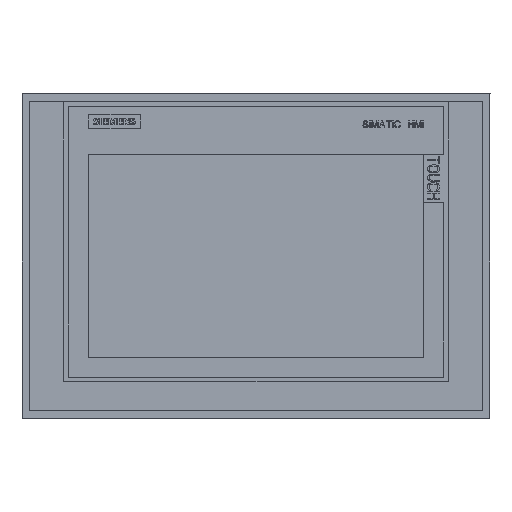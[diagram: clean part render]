
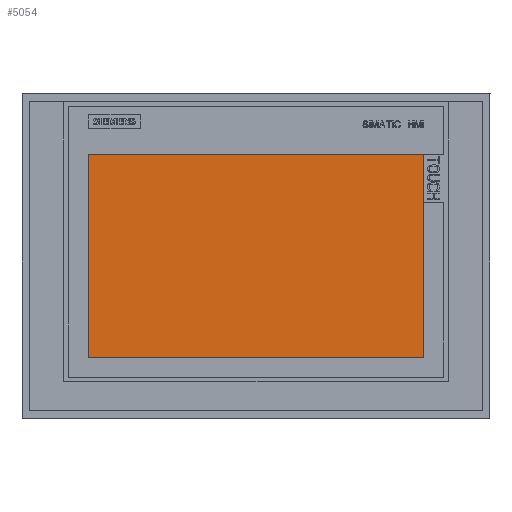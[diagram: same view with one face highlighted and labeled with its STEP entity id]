
A CAD part, top view. The second image highlights one B-rep face of the part: STEP entity #5054.
In plain terms, the highlighted face is planar.
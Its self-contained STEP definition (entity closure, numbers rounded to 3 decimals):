
#5054=ADVANCED_FACE('',(#10153),#7822,.T.);
#7822=PLANE('',#51615);
#10153=FACE_OUTER_BOUND('',#12736,.T.);
#12736=EDGE_LOOP('',(#16324,#16325,#16326,#16327));
#16324=ORIENTED_EDGE('',*,*,#33702,.T.);
#16325=ORIENTED_EDGE('',*,*,#33704,.T.);
#16326=ORIENTED_EDGE('',*,*,#33697,.T.);
#16327=ORIENTED_EDGE('',*,*,#33705,.T.);
#29141=VERTEX_POINT('',#66958);
#29142=VERTEX_POINT('',#66960);
#29143=VERTEX_POINT('',#66969);
#29144=VERTEX_POINT('',#66971);
#33697=EDGE_CURVE('',#29142,#29141,#40252,.T.);
#33702=EDGE_CURVE('',#29144,#29143,#40257,.T.);
#33704=EDGE_CURVE('',#29143,#29142,#40259,.T.);
#33705=EDGE_CURVE('',#29141,#29144,#40260,.T.);
#40252=LINE('',#66959,#45824);
#40257=LINE('',#66970,#45829);
#40259=LINE('',#66974,#45831);
#40260=LINE('',#66976,#45832);
#45824=VECTOR('',#55000,1.);
#45829=VECTOR('',#55013,1.);
#45831=VECTOR('',#55017,1.);
#45832=VECTOR('',#55020,1.);
#51615=AXIS2_PLACEMENT_3D('',#66978,#55023,#55024);
#55000=DIRECTION('',(0.,1.,0.026));
#55013=DIRECTION('',(0.,-1.,-0.026));
#55017=DIRECTION('',(1.,0.,0.001));
#55020=DIRECTION('',(-1.,0.,-0.001));
#55023=DIRECTION('',(-0.001,-0.026,1.));
#55024=DIRECTION('',(0.,-1.,-0.026));
#66958=CARTESIAN_POINT('',(97.566,45.774,-1.353));
#66959=CARTESIAN_POINT('',(97.568,-72.486,-4.446));
#66960=CARTESIAN_POINT('',(97.568,-72.486,-4.446));
#66969=CARTESIAN_POINT('',(-98.732,-72.483,-4.671));
#66970=CARTESIAN_POINT('',(-98.734,45.776,-1.577));
#66971=CARTESIAN_POINT('',(-98.734,45.776,-1.577));
#66974=CARTESIAN_POINT('',(-98.732,-72.483,-4.671));
#66976=CARTESIAN_POINT('',(97.566,45.774,-1.353));
#66978=CARTESIAN_POINT('',(-98.732,-72.483,-4.671));
